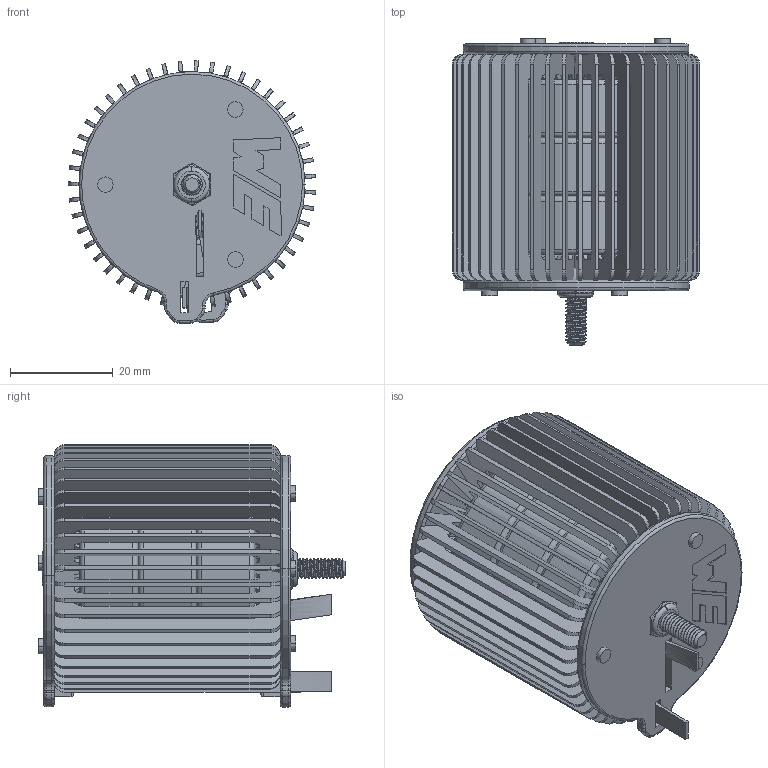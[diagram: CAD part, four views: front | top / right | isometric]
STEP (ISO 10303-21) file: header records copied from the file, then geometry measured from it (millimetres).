
FILE_DESCRIPTION (( 'STEP AP214' ), '1' );
FILE_NAME ('76080X403.STEP', '2022-10-25T19:06:46', ( '' ), ( '' ), 'SwSTEP 2.0', 'SolidWorks 2022', '' );
FILE_SCHEMA (( 'AUTOMOTIVE_DESIGN' ));
Length unit declared in the file: millimetre
Products named in the file (5): 4mm OD 55mm long_screw_91290A180; 070-7782_50mm10; 76080X403; 4mm lock nut_94645A101; 76080X403 Coil and Core
Assembly tree (5 placements, depth 2):
  76080X403
    76080X403 Coil and Core
    070-7782_50mm10  x2
    4mm OD 55mm long_screw_91290A180
    4mm lock nut_94645A101
Bounding box: 48.18 x 59.7 x 51.09 mm (x, y, z)
Volume: 45882.7 mm3; surface area: 65508.3 mm2
Topology: 54 solids, 54 shells, 1975 faces, 4879 edges, 3199 vertices
Faces by surface type: plane 1292, cylinder 517, torus 94, cone 38, bspline 30, sphere 4
Entity records: 71098 total; most frequent: CARTESIAN_POINT 16456, DIRECTION 9349, ORIENTED_EDGE 9128, EDGE_CURVE 4564, AXIS2_PLACEMENT_3D 3180, VERTEX_POINT 3005, VECTOR 2989, LINE 2989
